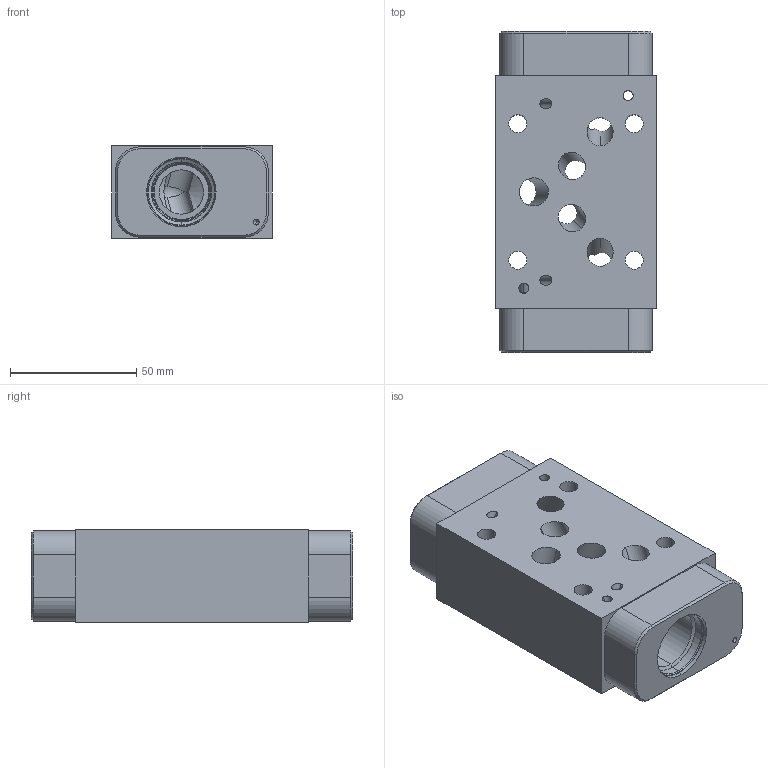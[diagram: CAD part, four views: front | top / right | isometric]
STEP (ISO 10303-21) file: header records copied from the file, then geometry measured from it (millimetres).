
FILE_DESCRIPTION((''),'2;1');
FILE_NAME('CJX_ASM','2019-08-06T',('ProEService'),(''),'PRO/ENGINEER BY PARAMETRIC TECHNOLOGY CORPORATION, 2014200','PRO/ENGINEER BY PARAMETRIC TECHNOLOGY CORPORATION, 2014200','');
FILE_SCHEMA(('CONFIG_CONTROL_DESIGN'));
Length unit declared in the file: inch
Products named in the file (2): 150-712; CJX_ASM
Assembly tree (1 placements, depth 2):
  CJX_ASM
    150-712
Bounding box: 63.5 x 127 x 36.53 mm (x, y, z)
Volume: 210312.8 mm3; surface area: 47340.7 mm2
Topology: 1 solids, 1 shells, 168 faces, 678 edges, 646 vertices
Faces by surface type: cylinder 86, cone 44, plane 28, sphere 6, torus 4
Entity records: 9352 total; most frequent: CARTESIAN_POINT 4035, DIRECTION 1050, ORIENTED_EDGE 878, EDGE_CURVE 439, VECTOR 398, LINE 398, AXIS2_PLACEMENT_3D 326, VERTEX_POINT 273
